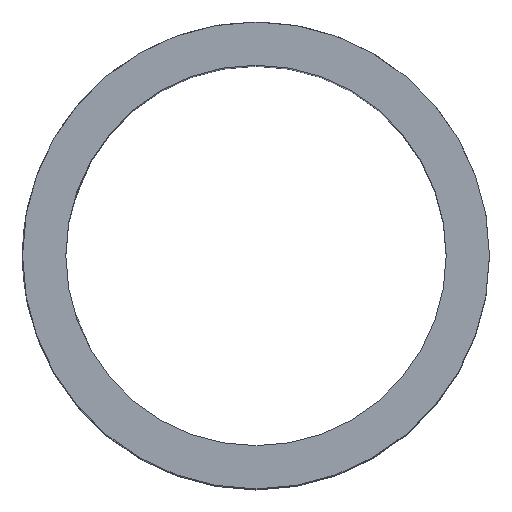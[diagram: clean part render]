
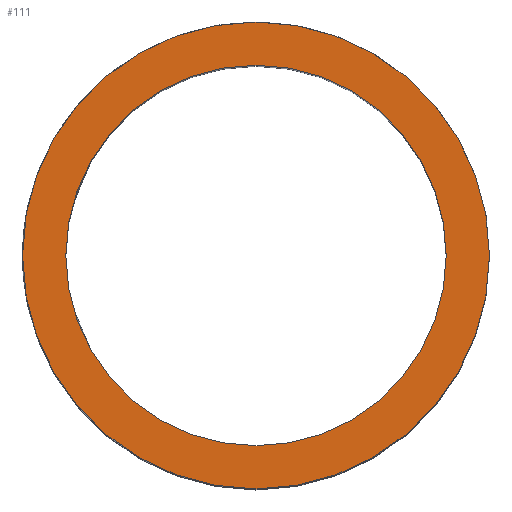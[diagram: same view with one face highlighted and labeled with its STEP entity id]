
A CAD part, top view. The second image highlights one B-rep face of the part: STEP entity #111.
In plain terms, the highlighted planar face has unit normal (0, 0, 1).
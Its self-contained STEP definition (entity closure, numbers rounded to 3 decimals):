
#111=ADVANCED_FACE('',(#239,#241),#243,.T.);
#239=FACE_BOUND('',#240,.T.);
#240=EDGE_LOOP('',(#334));
#241=FACE_BOUND('',#242,.T.);
#242=EDGE_LOOP('',(#335));
#243=PLANE('',#244);
#244=AXIS2_PLACEMENT_3D('',#245,#246,#247);
#245=CARTESIAN_POINT('',(0.,0.,18.));
#246=DIRECTION('',(0.,0.,1.));
#247=DIRECTION('',(-1.,0.,0.));
#334=ORIENTED_EDGE('',*,*,#369,.T.);
#335=ORIENTED_EDGE('',*,*,#377,.T.);
#369=EDGE_CURVE('',#407,#407,#408,.T.);
#377=EDGE_CURVE('',#422,#422,#423,.F.);
#407=VERTEX_POINT('',#628);
#408=CIRCLE('',#629,6.75);
#422=VERTEX_POINT('',#700);
#423=CIRCLE('',#701,5.5);
#628=CARTESIAN_POINT('',(-6.75,0.,18.));
#629=AXIS2_PLACEMENT_3D('',#630,#631,#632);
#630=CARTESIAN_POINT('',(0.,0.,18.));
#631=DIRECTION('',(0.,0.,1.));
#632=DIRECTION('',(-1.,0.,0.));
#700=CARTESIAN_POINT('',(-5.5,0.,18.));
#701=AXIS2_PLACEMENT_3D('',#702,#703,#704);
#702=CARTESIAN_POINT('',(0.,0.,18.));
#703=DIRECTION('',(0.,0.,1.));
#704=DIRECTION('',(-1.,0.,0.));
